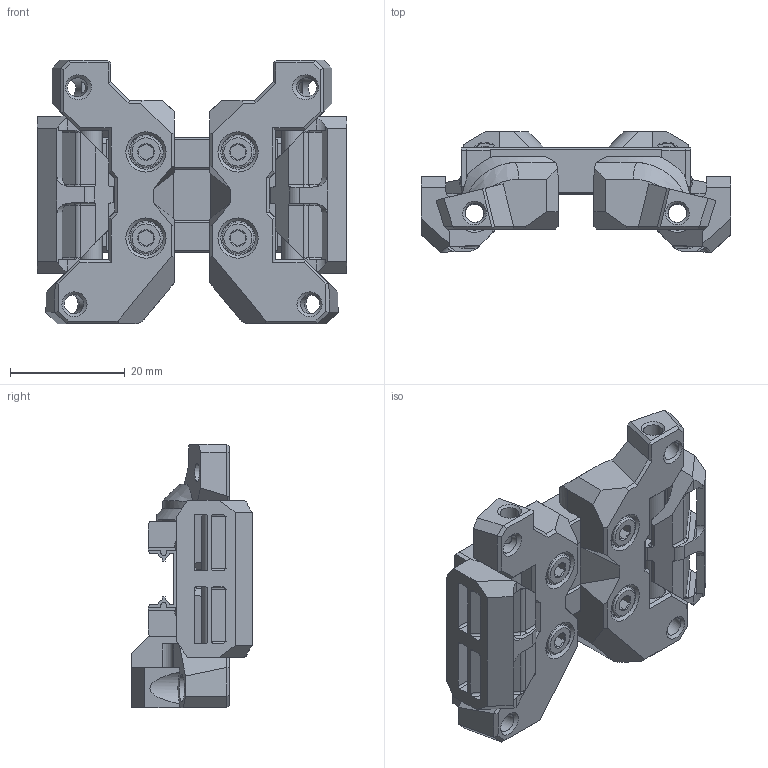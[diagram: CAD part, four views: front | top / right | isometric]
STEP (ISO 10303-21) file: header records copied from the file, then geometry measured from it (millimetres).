
FILE_DESCRIPTION(/* description */ (''),/* implementation_level */ '2;1');
FILE_NAME(/* name */ 'MGN9H for Ants v3.step',/* time_stamp */ '2024-04-07T17:28:08-04:00',/* author */ (''),/* organization */ (''),/* preprocessor_version */ 'ST-DEVELOPER v20',/* originating_system */ 'Autodesk Translation Framework v12.20.1.177',/* authorisation */ '');
FILE_SCHEMA (('AUTOMOTIVE_DESIGN { 1 0 10303 214 3 1 1 }'));
Length unit declared in the file: millimetre
Products named in the file (13): MGN9H for Ants; MGN9 Carriage Hardware; MGN9H Rail Carriage; M3 5x4 Heatset Insert; M3x6 SHCS; MGN9 Carriage Mount; mgn9_right; mgn9_left; Belt Clips for Ants; [a]_belt_clamp_x2; Hardware; 4mm OD thinwall Tube (1); 4mm OD thinwall Tube
Assembly tree (17 placements, depth 4):
  MGN9H for Ants
    MGN9 Carriage Hardware
      MGN9H Rail Carriage
      M3 5x4 Heatset Insert  x2
      M3x6 SHCS  x4
    MGN9 Carriage Mount
      mgn9_right
      mgn9_left
    Belt Clips for Ants
      [a]_belt_clamp_x2  x2
      Hardware
        4mm OD thinwall Tube (1)
        4mm OD thinwall Tube
Bounding box: 53.84 x 21.03 x 45.96 mm (x, y, z)
Volume: 18046.3 mm3; surface area: 16011.9 mm2
Topology: 21 solids, 21 shells, 1037 faces, 2853 edges, 1858 vertices
Faces by surface type: plane 532, cylinder 219, bspline 178, cone 72, torus 32, sphere 4
Full cylindrical faces by diameter (mm): 1.288 x5, 2.603 x4, 2.9 x2, 3 x8, 3.1 x2, 3.2 x6, 3.3 x8, 4 x2, 4.1 x2, 4.25 x4, 4.3 x2, 4.7 x4, 5.5 x4, 6 x4
Entity records: 30972 total; most frequent: CARTESIAN_POINT 11506, ORIENTED_EDGE 4206, DIRECTION 3673, EDGE_CURVE 2103, VERTEX_POINT 1381, LINE 1303, VECTOR 1303, AXIS2_PLACEMENT_3D 1185
